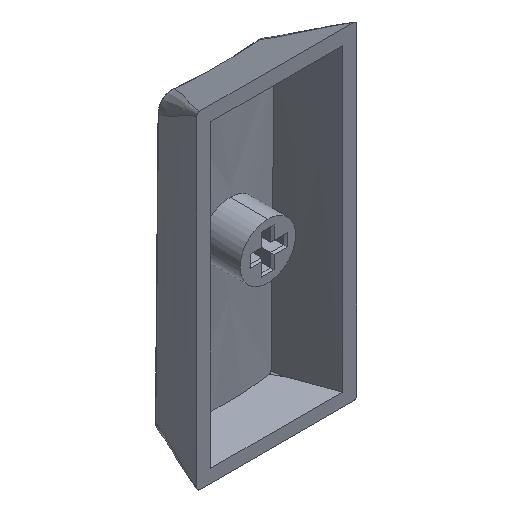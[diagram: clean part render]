
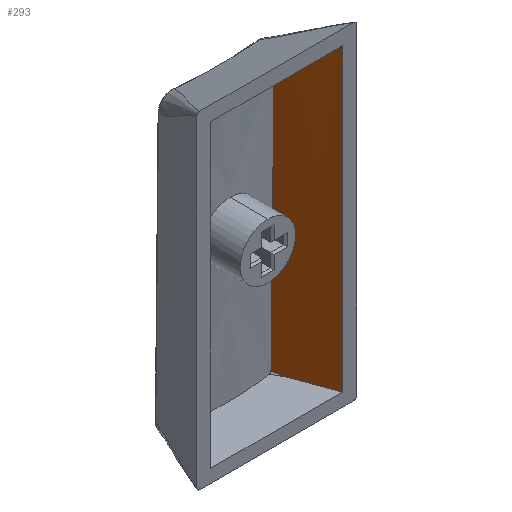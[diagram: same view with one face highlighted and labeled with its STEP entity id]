
A CAD part, isometric view. The second image highlights one B-rep face of the part: STEP entity #293.
In plain terms, the highlighted free-form (B-spline) face has degree [3, 3] with [4, 4] control points.
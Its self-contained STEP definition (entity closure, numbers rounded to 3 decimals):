
#9 = VERTEX_POINT ( 'NONE', #1487 ) ;
#66 = CARTESIAN_POINT ( 'NONE',  ( 5.275, 5.664, 14.544 ) ) ;
#74 = CARTESIAN_POINT ( 'NONE',  ( 5.612, 5.018, -17.011 ) ) ;
#152 = CARTESIAN_POINT ( 'NONE',  ( 6.371, 2.948, -17.05 ) ) ;
#174 = CARTESIAN_POINT ( 'NONE',  ( 5.288, 5.802, -5.462 ) ) ;
#187 = CARTESIAN_POINT ( 'NONE',  ( 5.497, 5.087, 14.326 ) ) ;
#189 = CARTESIAN_POINT ( 'NONE',  ( 7.207, 0.668, -17.05 ) ) ;
#293 = ADVANCED_FACE ( 'NONE', ( #2257 ), #2509, .T. ) ;
#310 = CARTESIAN_POINT ( 'NONE',  ( 5.875, 4.099, 14.985 ) ) ;
#356 = B_SPLINE_CURVE_WITH_KNOTS ( 'NONE', 3,
 ( #1727, #74, #2851, #1193, #2333, #606 ),
 .UNSPECIFIED., .F., .F.,
 ( 4, 2, 4 ),
 ( 0.156, 0.227, 0.298 ),
 .UNSPECIFIED. ) ;
#370 = VERTEX_POINT ( 'NONE', #3479 ) ;
#444 = CARTESIAN_POINT ( 'NONE',  ( 7.448, 0., -0.178 ) ) ;
#452 = EDGE_CURVE ( 'NONE', #9, #2349, #731, .T. ) ;
#460 = CARTESIAN_POINT ( 'NONE',  ( 5.678, 4.837, -17.05 ) ) ;
#547 = VERTEX_POINT ( 'NONE', #2581 ) ;
#551 = B_SPLINE_CURVE_WITH_KNOTS ( 'NONE', 3,
 ( #1013, #766, #2421, #444, #2144, #2971, #1290 ),
 .UNSPECIFIED., .F., .F.,
 ( 4, 3, 4 ),
 ( 0., 0.017, 0.034 ),
 .UNSPECIFIED. ) ;
#556 = CARTESIAN_POINT ( 'NONE',  ( 6.659, 2.05, 15.94 ) ) ;
#603 = CARTESIAN_POINT ( 'NONE',  ( 7.182, 0.683, 16.577 ) ) ;
#606 = CARTESIAN_POINT ( 'NONE',  ( 5.28, 5.922, -16.844 ) ) ;
#636 = CARTESIAN_POINT ( 'NONE',  ( 5.272, 5.764, 3.912 ) ) ;
#650 = CARTESIAN_POINT ( 'NONE',  ( 5.269, 5.863, -6.719 ) ) ;
#674 = CARTESIAN_POINT ( 'NONE',  ( 7.473, -0.076, 17.133 ) ) ;
#731 = B_SPLINE_CURVE_WITH_KNOTS ( 'NONE', 3,
 ( #2484, #1030, #187, #3020, #2448, #771 ),
 .UNSPECIFIED., .F., .F.,
 ( 4, 2, 4 ),
 ( 0.642, 0.744, 0.846 ),
 .UNSPECIFIED. ) ;
#766 = CARTESIAN_POINT ( 'NONE',  ( 7.445, 0., 11.204 ) ) ;
#771 = CARTESIAN_POINT ( 'NONE',  ( 5.875, 4.099, 14.985 ) ) ;
#773 = CARTESIAN_POINT ( 'NONE',  ( 5.296, 5.693, 4.83 ) ) ;
#859 = CARTESIAN_POINT ( 'NONE',  ( 6.921, 1.366, 16.258 ) ) ;
#1013 = CARTESIAN_POINT ( 'NONE',  ( 7.444, 0., 16.895 ) ) ;
#1030 = CARTESIAN_POINT ( 'NONE',  ( 5.401, 5.339, 14.174 ) ) ;
#1043 = CARTESIAN_POINT ( 'NONE',  ( 5.286, 5.832, -8.307 ) ) ;
#1187 = CARTESIAN_POINT ( 'NONE',  ( 6.74, 1.837, 16.27 ) ) ;
#1193 = CARTESIAN_POINT ( 'NONE',  ( 5.413, 5.561, -16.901 ) ) ;
#1201 = CARTESIAN_POINT ( 'NONE',  ( 6.732, 1.964, -17.286 ) ) ;
#1290 = CARTESIAN_POINT ( 'NONE',  ( 7.452, 0., -17.05 ) ) ;
#1305 = B_SPLINE_CURVE_WITH_KNOTS ( 'NONE', 3,
 ( #2570, #603, #859, #556, #1725, #2860, #2267 ),
 .UNSPECIFIED., .F., .F.,
 ( 4, 3, 4 ),
 ( 0., 0.002, 0.005 ),
 .UNSPECIFIED. ) ;
#1307 = CARTESIAN_POINT ( 'NONE',  ( 5.29, 5.771, -2.616 ) ) ;
#1319 = EDGE_CURVE ( 'NONE', #1447, #2349, #1305, .T. ) ;
#1426 = VERTEX_POINT ( 'NONE', #3468 ) ;
#1447 = VERTEX_POINT ( 'NONE', #2201 ) ;
#1475 = ORIENTED_EDGE ( 'NONE', *, *, #452, .F. ) ;
#1487 = CARTESIAN_POINT ( 'NONE',  ( 5.303, 5.595, 14.033 ) ) ;
#1542 = EDGE_CURVE ( 'NONE', #547, #9, #3372, .T. ) ;
#1618 = CARTESIAN_POINT ( 'NONE',  ( 5.303, 5.595, 14.033 ) ) ;
#1725 = CARTESIAN_POINT ( 'NONE',  ( 6.398, 2.733, 15.622 ) ) ;
#1727 = CARTESIAN_POINT ( 'NONE',  ( 5.678, 4.837, -17.05 ) ) ;
#1755 = ORIENTED_EDGE ( 'NONE', *, *, #1319, .T. ) ;
#1761 = CARTESIAN_POINT ( 'NONE',  ( 5.999, 3.963, -17.319 ) ) ;
#1781 = ORIENTED_EDGE ( 'NONE', *, *, #3489, .F. ) ;
#1860 = CARTESIAN_POINT ( 'NONE',  ( 6.962, 1.336, -17.05 ) ) ;
#1868 = ORIENTED_EDGE ( 'NONE', *, *, #1542, .F. ) ;
#1895 = CARTESIAN_POINT ( 'NONE',  ( 5.282, 5.892, -13.998 ) ) ;
#2081 = CARTESIAN_POINT ( 'NONE',  ( 5.267, 5.962, -17.351 ) ) ;
#2144 = CARTESIAN_POINT ( 'NONE',  ( 7.45, 0., -5.802 ) ) ;
#2149 = CARTESIAN_POINT ( 'NONE',  ( 5.292, 5.741, 0.229 ) ) ;
#2174 = EDGE_LOOP ( 'NONE', ( #2892, #1781, #1755, #1475, #1868, #2197 ) ) ;
#2197 = ORIENTED_EDGE ( 'NONE', *, *, #3629, .F. ) ;
#2201 = CARTESIAN_POINT ( 'NONE',  ( 7.444, 0., 16.895 ) ) ;
#2257 = FACE_OUTER_BOUND ( 'NONE', #2174, .T. ) ;
#2267 = CARTESIAN_POINT ( 'NONE',  ( 5.875, 4.099, 14.985 ) ) ;
#2302 = CARTESIAN_POINT ( 'NONE',  ( 7.452, 0., -17.05 ) ) ;
#2333 = CARTESIAN_POINT ( 'NONE',  ( 5.346, 5.741, -16.87 ) ) ;
#2339 = CARTESIAN_POINT ( 'NONE',  ( 7.468, -0.049, -5.791 ) ) ;
#2349 = VERTEX_POINT ( 'NONE', #310 ) ;
#2350 = CARTESIAN_POINT ( 'NONE',  ( 6.737, 1.88, 5.085 ) ) ;
#2421 = CARTESIAN_POINT ( 'NONE',  ( 7.447, 0., 5.513 ) ) ;
#2427 = CARTESIAN_POINT ( 'NONE',  ( 6.025, 3.893, -17.05 ) ) ;
#2429 = CARTESIAN_POINT ( 'NONE',  ( 5.299, 5.644, 9.432 ) ) ;
#2448 = CARTESIAN_POINT ( 'NONE',  ( 5.781, 4.344, 14.815 ) ) ;
#2449 = CARTESIAN_POINT ( 'NONE',  ( 6.718, 2.004, -17.05 ) ) ;
#2459 = CARTESIAN_POINT ( 'NONE',  ( 5.28, 5.922, -16.844 ) ) ;
#2484 = CARTESIAN_POINT ( 'NONE',  ( 5.303, 5.595, 14.033 ) ) ;
#2509 = B_SPLINE_SURFACE_WITH_KNOTS ( 'NONE', 3, 3, ( 
 ( #674, #3455, #2339, #2654 ),
 ( #1187, #2350, #3154, #1201 ),
 ( #3420, #2869, #3145, #1761 ),
 ( #66, #636, #650, #2081 ) ),
 .UNSPECIFIED., .F., .F., .F.,
 ( 4, 4 ),
 ( 4, 4 ),
 ( 0.063, 0.848 ),
 ( 0.033, 0.965 ),
 .UNSPECIFIED. ) ;
#2546 = EDGE_CURVE ( 'NONE', #370, #1426, #2589, .T. ) ;
#2570 = CARTESIAN_POINT ( 'NONE',  ( 7.444, 0., 16.895 ) ) ;
#2581 = CARTESIAN_POINT ( 'NONE',  ( 5.28, 5.922, -16.844 ) ) ;
#2589 = B_SPLINE_CURVE_WITH_KNOTS ( 'NONE', 3,
 ( #2302, #189, #1860, #2449, #152, #2427, #460 ),
 .UNSPECIFIED., .F., .F.,
 ( 4, 3, 4 ),
 ( 0., 0.002, 0.005 ),
 .UNSPECIFIED. ) ;
#2654 = CARTESIAN_POINT ( 'NONE',  ( 7.465, -0.035, -17.253 ) ) ;
#2851 = CARTESIAN_POINT ( 'NONE',  ( 5.545, 5.199, -16.972 ) ) ;
#2860 = CARTESIAN_POINT ( 'NONE',  ( 6.136, 3.416, 15.303 ) ) ;
#2869 = CARTESIAN_POINT ( 'NONE',  ( 6.005, 3.822, 4.499 ) ) ;
#2892 = ORIENTED_EDGE ( 'NONE', *, *, #2546, .F. ) ;
#2971 = CARTESIAN_POINT ( 'NONE',  ( 7.451, 0., -11.426 ) ) ;
#3020 = CARTESIAN_POINT ( 'NONE',  ( 5.688, 4.589, 14.645 ) ) ;
#3145 = CARTESIAN_POINT ( 'NONE',  ( 6.002, 3.893, -6.41 ) ) ;
#3154 = CARTESIAN_POINT ( 'NONE',  ( 6.735, 1.922, -6.1 ) ) ;
#3282 = CARTESIAN_POINT ( 'NONE',  ( 5.284, 5.862, -11.153 ) ) ;
#3372 = B_SPLINE_CURVE_WITH_KNOTS ( 'NONE', 3,
 ( #2459, #1895, #3282, #1043, #174, #1307, #2149, #773, #2429, #1618 ),
 .UNSPECIFIED., .F., .F.,
 ( 4, 3, 3, 4 ),
 ( 0., 0.009, 0.017, 0.031 ),
 .UNSPECIFIED. ) ;
#3420 = CARTESIAN_POINT ( 'NONE',  ( 6.007, 3.75, 15.407 ) ) ;
#3455 = CARTESIAN_POINT ( 'NONE',  ( 7.47, -0.062, 5.671 ) ) ;
#3468 = CARTESIAN_POINT ( 'NONE',  ( 5.678, 4.837, -17.05 ) ) ;
#3479 = CARTESIAN_POINT ( 'NONE',  ( 7.452, 0., -17.05 ) ) ;
#3489 = EDGE_CURVE ( 'NONE', #1447, #370, #551, .T. ) ;
#3629 = EDGE_CURVE ( 'NONE', #1426, #547, #356, .T. ) ;
